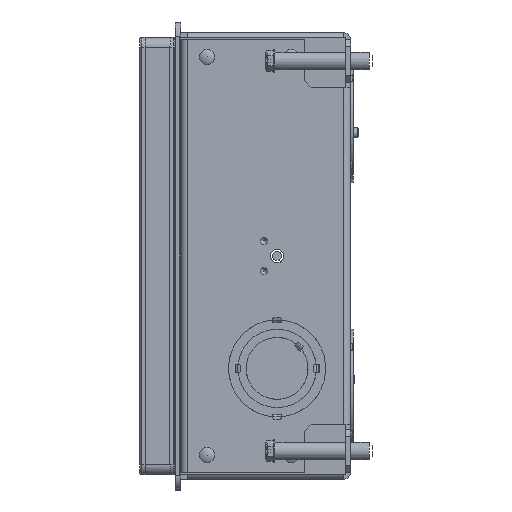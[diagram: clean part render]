
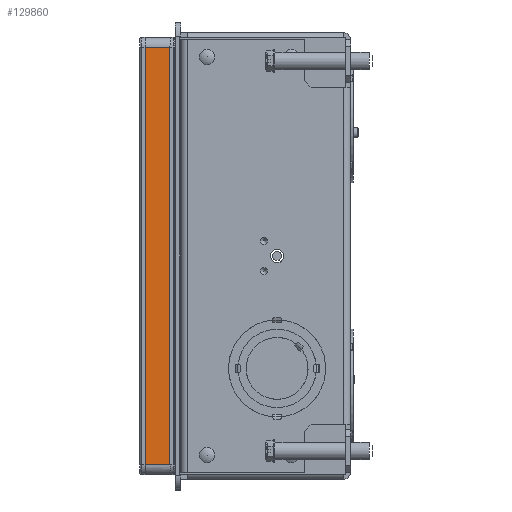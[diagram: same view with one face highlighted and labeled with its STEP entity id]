
A CAD part, left-side view. The second image highlights one B-rep face of the part: STEP entity #129860.
In plain terms, the highlighted planar face has unit normal (-1, 0, 0).
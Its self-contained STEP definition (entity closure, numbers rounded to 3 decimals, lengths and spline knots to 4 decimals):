
#131=(
BOUNDED_CURVE()
B_SPLINE_CURVE(2,(#190000,#190001,#190002),.UNSPECIFIED.,.F.,.F.)
B_SPLINE_CURVE_WITH_KNOTS((3,3),(0.1248,0.13),
 .UNSPECIFIED.)
CURVE()
GEOMETRIC_REPRESENTATION_ITEM()
RATIONAL_B_SPLINE_CURVE((0.998,0.998,0.998))
REPRESENTATION_ITEM('')
);
#132=(
BOUNDED_CURVE()
B_SPLINE_CURVE(2,(#190008,#190009,#190010),.UNSPECIFIED.,.F.,.F.)
B_SPLINE_CURVE_WITH_KNOTS((3,3),(0.1302,0.1353),
 .UNSPECIFIED.)
CURVE()
GEOMETRIC_REPRESENTATION_ITEM()
RATIONAL_B_SPLINE_CURVE((0.998,0.998,0.998))
REPRESENTATION_ITEM('')
);
#12722=FACE_OUTER_BOUND('',#20093,.T.);
#20093=EDGE_LOOP('',(#95388,#95389,#95390,#95391,#95392,#95393));
#29655=LINE('',#189997,#42585);
#29656=LINE('',#190004,#42586);
#29657=LINE('',#190006,#42587);
#29658=LINE('',#190011,#42588);
#42585=VECTOR('',#147917,0.3937);
#42586=VECTOR('',#147920,0.3937);
#42587=VECTOR('',#147921,0.3937);
#42588=VECTOR('',#147922,0.3937);
#55314=VERTEX_POINT('',#189976);
#55315=VERTEX_POINT('',#189995);
#55316=VERTEX_POINT('',#189999);
#55317=VERTEX_POINT('',#190003);
#55318=VERTEX_POINT('',#190005);
#55319=VERTEX_POINT('',#190007);
#70243=EDGE_CURVE('',#55314,#55315,#29655,.T.);
#70244=EDGE_CURVE('',#55314,#55316,#131,.T.);
#70245=EDGE_CURVE('',#55315,#55317,#29656,.T.);
#70246=EDGE_CURVE('',#55318,#55317,#29657,.T.);
#70247=EDGE_CURVE('',#55319,#55318,#132,.T.);
#70248=EDGE_CURVE('',#55316,#55319,#29658,.T.);
#95388=ORIENTED_EDGE('',*,*,#70244,.F.);
#95389=ORIENTED_EDGE('',*,*,#70243,.T.);
#95390=ORIENTED_EDGE('',*,*,#70245,.T.);
#95391=ORIENTED_EDGE('',*,*,#70246,.F.);
#95392=ORIENTED_EDGE('',*,*,#70247,.F.);
#95393=ORIENTED_EDGE('',*,*,#70248,.F.);
#124886=PLANE('',#136517);
#129860=ADVANCED_FACE('',(#12722),#124886,.T.);
#136517=AXIS2_PLACEMENT_3D('',#189998,#147918,#147919);
#147917=DIRECTION('',(0.,1.,0.));
#147918=DIRECTION('center_axis',(-1.,0.,0.));
#147919=DIRECTION('ref_axis',(0.,0.,
1.));
#147920=DIRECTION('',(0.,0.,-1.));
#147921=DIRECTION('',(0.,1.,0.));
#147922=DIRECTION('',(0.,0.,-1.));
#189976=CARTESIAN_POINT('',(-5.3352,2.5614,2.9557));
#189995=CARTESIAN_POINT('',(-5.3352,2.9065,2.9557));
#189997=CARTESIAN_POINT('',(-5.3352,2.4235,2.9557));
#189998=CARTESIAN_POINT('Origin',(-5.3352,2.4235,-2.9557));
#189999=CARTESIAN_POINT('',(-5.3352,2.5615,2.9552));
#190000=CARTESIAN_POINT('Ctrl Pts',(-5.3352,2.5614,
2.9557));
#190001=CARTESIAN_POINT('Ctrl Pts',(-5.3352,2.5615,
2.9554));
#190002=CARTESIAN_POINT('Ctrl Pts',(-5.3352,2.5615,
2.9552));
#190003=CARTESIAN_POINT('',(-5.3352,2.9065,-2.9557));
#190004=CARTESIAN_POINT('',(-5.3352,2.9065,-1.4778));
#190005=CARTESIAN_POINT('',(-5.3352,2.5614,-2.9557));
#190006=CARTESIAN_POINT('',(-5.3352,2.4235,-2.9557));
#190007=CARTESIAN_POINT('',(-5.3352,2.5615,-2.9552));
#190008=CARTESIAN_POINT('Ctrl Pts',(-5.3352,2.5615,
-2.9552));
#190009=CARTESIAN_POINT('Ctrl Pts',(-5.3352,2.5615,
-2.9554));
#190010=CARTESIAN_POINT('Ctrl Pts',(-5.3352,2.5614,
-2.9557));
#190011=CARTESIAN_POINT('',(-5.3352,2.5615,-3.0236));
